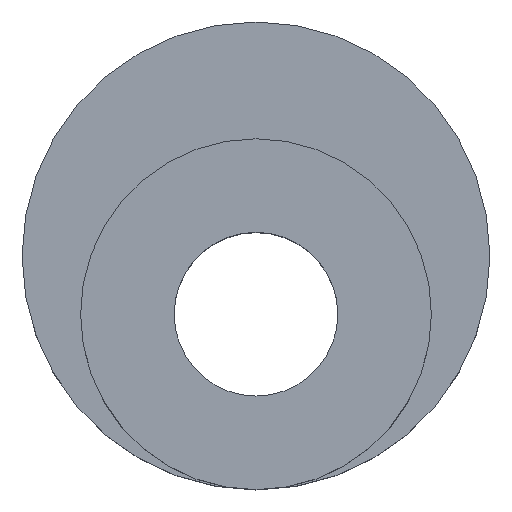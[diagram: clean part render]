
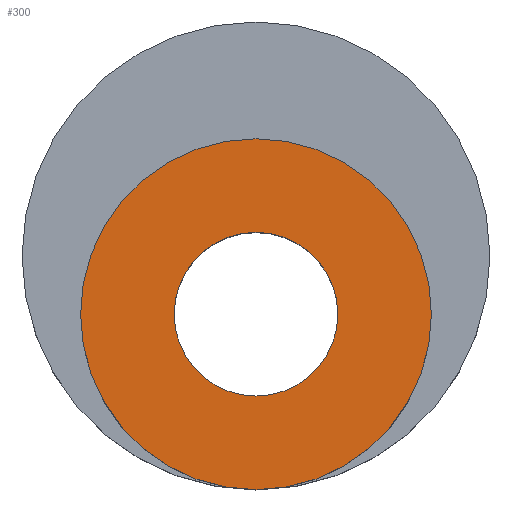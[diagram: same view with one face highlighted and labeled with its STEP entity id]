
A CAD part, top view. The second image highlights one B-rep face of the part: STEP entity #300.
In plain terms, the highlighted planar face has unit normal (0, 0, 1).
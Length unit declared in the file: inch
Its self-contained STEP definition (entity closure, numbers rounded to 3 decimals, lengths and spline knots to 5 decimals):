
#19 = DIRECTION ( 'NONE',  ( 0., 0., 1. ) ) ;
#23 = CARTESIAN_POINT ( 'NONE',  ( 0.17717, -0.05906, 0.2165 ) ) ;
#42 = EDGE_CURVE ( 'NONE', #46, #178, #76, .T. ) ;
#46 = VERTEX_POINT ( 'NONE', #23 ) ;
#49 = CARTESIAN_POINT ( 'NONE',  ( 0., -0.05906, 0.2165 ) ) ;
#54 = CIRCLE ( 'NONE', #311, 0.08268 ) ;
#56 = DIRECTION ( 'NONE',  ( 0., 0., 1. ) ) ;
#64 = VERTEX_POINT ( 'NONE', #282 ) ;
#68 = CARTESIAN_POINT ( 'NONE',  ( -0.08268, -0.05906, 0.2165 ) ) ;
#70 = DIRECTION ( 'NONE',  ( 1., 0., 0. ) ) ;
#76 = CIRCLE ( 'NONE', #214, 0.17717 ) ;
#77 = AXIS2_PLACEMENT_3D ( 'NONE', #172, #56, #260 ) ;
#89 = CARTESIAN_POINT ( 'NONE',  ( -0.17717, -0.05906, 0.2165 ) ) ;
#91 = CIRCLE ( 'NONE', #120, 0.17717 ) ;
#109 = DIRECTION ( 'NONE',  ( 1., 0., 0. ) ) ;
#120 = AXIS2_PLACEMENT_3D ( 'NONE', #263, #349, #175 ) ;
#130 = ORIENTED_EDGE ( 'NONE', *, *, #360, .F. ) ;
#131 = FACE_OUTER_BOUND ( 'NONE', #188, .T. ) ;
#132 = ORIENTED_EDGE ( 'NONE', *, *, #42, .T. ) ;
#171 = AXIS2_PLACEMENT_3D ( 'NONE', #242, #358, #208 ) ;
#172 = CARTESIAN_POINT ( 'NONE',  ( 0., -0.05906, 0.2165 ) ) ;
#175 = DIRECTION ( 'NONE',  ( 1., 0., 0. ) ) ;
#178 = VERTEX_POINT ( 'NONE', #89 ) ;
#188 = EDGE_LOOP ( 'NONE', ( #365, #132 ) ) ;
#208 = DIRECTION ( 'NONE',  ( 1., 0., 0. ) ) ;
#212 = CARTESIAN_POINT ( 'NONE',  ( 0., -0.05906, 0.2165 ) ) ;
#214 = AXIS2_PLACEMENT_3D ( 'NONE', #49, #19, #109 ) ;
#236 = FACE_BOUND ( 'NONE', #336, .T. ) ;
#242 = CARTESIAN_POINT ( 'NONE',  ( 0., -0.05906, 0.2165 ) ) ;
#253 = EDGE_CURVE ( 'NONE', #178, #46, #91, .T. ) ;
#260 = DIRECTION ( 'NONE',  ( 1., 0., 0. ) ) ;
#263 = CARTESIAN_POINT ( 'NONE',  ( 0., -0.05906, 0.2165 ) ) ;
#270 = EDGE_CURVE ( 'NONE', #306, #64, #342, .T. ) ;
#282 = CARTESIAN_POINT ( 'NONE',  ( 0.08268, -0.05906, 0.2165 ) ) ;
#297 = PLANE ( 'NONE',  #171 ) ;
#300 = ADVANCED_FACE ( 'NONE', ( #131, #236 ), #297, .T. ) ;
#306 = VERTEX_POINT ( 'NONE', #68 ) ;
#311 = AXIS2_PLACEMENT_3D ( 'NONE', #212, #335, #70 ) ;
#335 = DIRECTION ( 'NONE',  ( 0., 0., 1. ) ) ;
#336 = EDGE_LOOP ( 'NONE', ( #356, #130 ) ) ;
#342 = CIRCLE ( 'NONE', #77, 0.08268 ) ;
#349 = DIRECTION ( 'NONE',  ( 0., 0., 1. ) ) ;
#356 = ORIENTED_EDGE ( 'NONE', *, *, #270, .F. ) ;
#358 = DIRECTION ( 'NONE',  ( 0., 0., 1. ) ) ;
#360 = EDGE_CURVE ( 'NONE', #64, #306, #54, .T. ) ;
#365 = ORIENTED_EDGE ( 'NONE', *, *, #253, .T. ) ;
